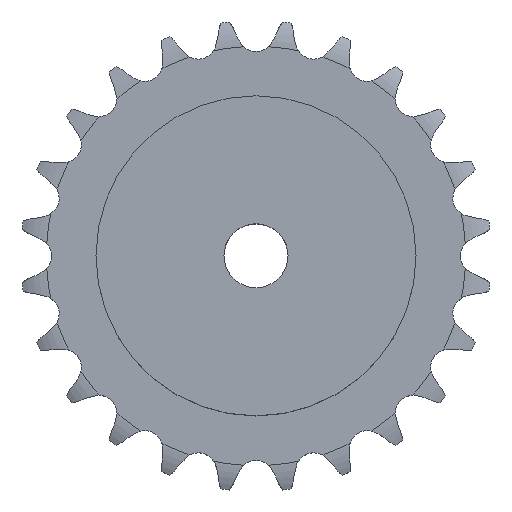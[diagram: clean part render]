
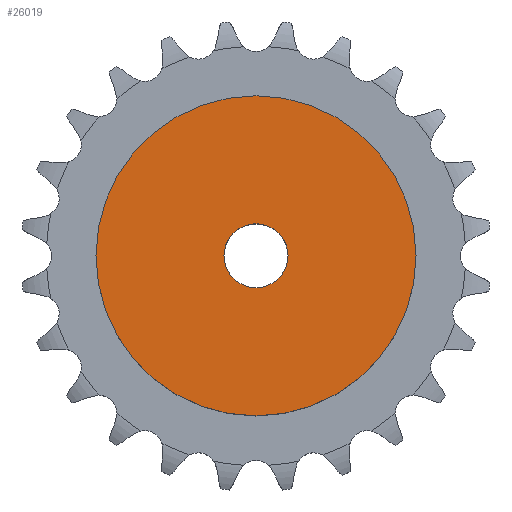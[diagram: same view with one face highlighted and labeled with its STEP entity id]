
A CAD part, top view. The second image highlights one B-rep face of the part: STEP entity #26019.
In plain terms, the highlighted planar face has unit normal (0, 0, 1).
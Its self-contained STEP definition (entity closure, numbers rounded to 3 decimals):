
#3285 = CYLINDRICAL_SURFACE('',#3286,35.);
#3286 = AXIS2_PLACEMENT_3D('',#3287,#3288,#3289);
#3287 = CARTESIAN_POINT('',(0.,0.,0.));
#3288 = DIRECTION('',(-0.,-0.,-1.));
#3289 = DIRECTION('',(1.,0.,0.));
#16502 = VERTEX_POINT('',#16503);
#16503 = CARTESIAN_POINT('',(35.,0.,28.));
#16524 = EDGE_CURVE('',#16502,#16502,#16525,.T.);
#16525 = SURFACE_CURVE('',#16526,(#16531,#16538),.PCURVE_S1.);
#16526 = CIRCLE('',#16527,35.);
#16527 = AXIS2_PLACEMENT_3D('',#16528,#16529,#16530);
#16528 = CARTESIAN_POINT('',(0.,0.,28.));
#16529 = DIRECTION('',(0.,0.,1.));
#16530 = DIRECTION('',(1.,0.,0.));
#16531 = PCURVE('',#3285,#16532);
#16532 = DEFINITIONAL_REPRESENTATION('',(#16533),#16537);
#16533 = LINE('',#16534,#16535);
#16534 = CARTESIAN_POINT('',(-0.,-28.));
#16535 = VECTOR('',#16536,1.);
#16536 = DIRECTION('',(-1.,0.));
#16537 = ( GEOMETRIC_REPRESENTATION_CONTEXT(2) 
PARAMETRIC_REPRESENTATION_CONTEXT() REPRESENTATION_CONTEXT('2D SPACE',''
  ) );
#16538 = PCURVE('',#16539,#16544);
#16539 = PLANE('',#16540);
#16540 = AXIS2_PLACEMENT_3D('',#16541,#16542,#16543);
#16541 = CARTESIAN_POINT('',(0.,0.,28.)
  );
#16542 = DIRECTION('',(0.,0.,1.));
#16543 = DIRECTION('',(1.,0.,0.));
#16544 = DEFINITIONAL_REPRESENTATION('',(#16545),#16549);
#16545 = CIRCLE('',#16546,35.);
#16546 = AXIS2_PLACEMENT_2D('',#16547,#16548);
#16547 = CARTESIAN_POINT('',(0.,0.));
#16548 = DIRECTION('',(1.,0.));
#16549 = ( GEOMETRIC_REPRESENTATION_CONTEXT(2) 
PARAMETRIC_REPRESENTATION_CONTEXT() REPRESENTATION_CONTEXT('2D SPACE',''
  ) );
#22121 = CYLINDRICAL_SURFACE('',#22122,7.);
#22122 = AXIS2_PLACEMENT_3D('',#22123,#22124,#22125);
#22123 = CARTESIAN_POINT('',(0.,0.,159.971));
#22124 = DIRECTION('',(0.,0.,1.));
#22125 = DIRECTION('',(1.,0.,0.));
#26019 = ADVANCED_FACE('',(#26020,#26023),#16539,.T.);
#26020 = FACE_BOUND('',#26021,.T.);
#26021 = EDGE_LOOP('',(#26022));
#26022 = ORIENTED_EDGE('',*,*,#16524,.T.);
#26023 = FACE_BOUND('',#26024,.T.);
#26024 = EDGE_LOOP('',(#26025));
#26025 = ORIENTED_EDGE('',*,*,#26026,.F.);
#26026 = EDGE_CURVE('',#26027,#26027,#26029,.T.);
#26027 = VERTEX_POINT('',#26028);
#26028 = CARTESIAN_POINT('',(7.,0.,28.));
#26029 = SURFACE_CURVE('',#26030,(#26035,#26042),.PCURVE_S1.);
#26030 = CIRCLE('',#26031,7.);
#26031 = AXIS2_PLACEMENT_3D('',#26032,#26033,#26034);
#26032 = CARTESIAN_POINT('',(0.,0.,28.));
#26033 = DIRECTION('',(0.,0.,1.));
#26034 = DIRECTION('',(1.,0.,0.));
#26035 = PCURVE('',#16539,#26036);
#26036 = DEFINITIONAL_REPRESENTATION('',(#26037),#26041);
#26037 = CIRCLE('',#26038,7.);
#26038 = AXIS2_PLACEMENT_2D('',#26039,#26040);
#26039 = CARTESIAN_POINT('',(0.,0.));
#26040 = DIRECTION('',(1.,0.));
#26041 = ( GEOMETRIC_REPRESENTATION_CONTEXT(2) 
PARAMETRIC_REPRESENTATION_CONTEXT() REPRESENTATION_CONTEXT('2D SPACE',''
  ) );
#26042 = PCURVE('',#22121,#26043);
#26043 = DEFINITIONAL_REPRESENTATION('',(#26044),#26048);
#26044 = LINE('',#26045,#26046);
#26045 = CARTESIAN_POINT('',(0.,-131.971));
#26046 = VECTOR('',#26047,1.);
#26047 = DIRECTION('',(1.,0.));
#26048 = ( GEOMETRIC_REPRESENTATION_CONTEXT(2) 
PARAMETRIC_REPRESENTATION_CONTEXT() REPRESENTATION_CONTEXT('2D SPACE',''
  ) );
